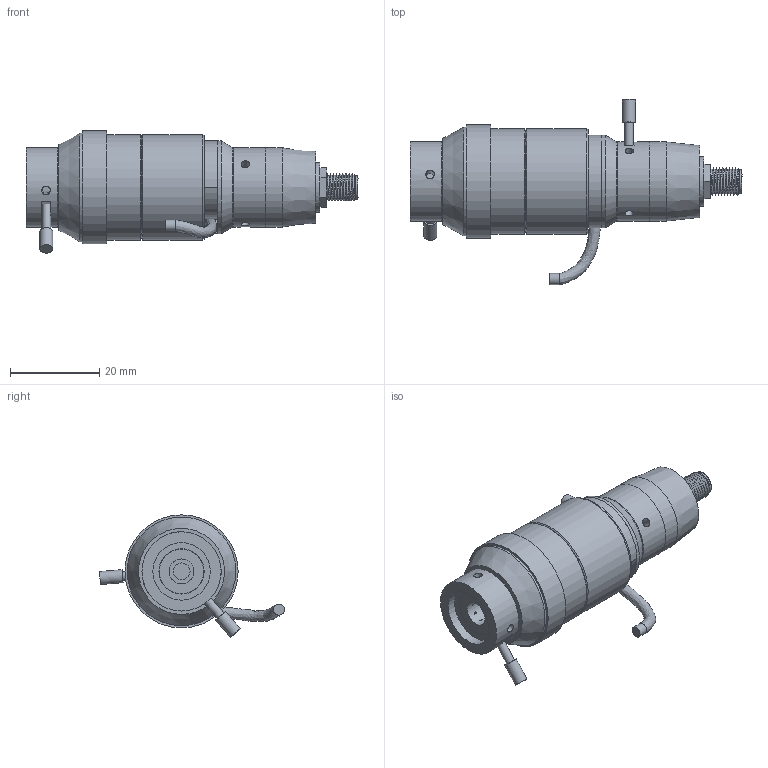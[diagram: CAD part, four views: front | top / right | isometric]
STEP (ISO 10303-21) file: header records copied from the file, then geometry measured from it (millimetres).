
FILE_DESCRIPTION (( 'STEP AP214' ), '1' );
FILE_NAME ('STN012214-E0W1.STEP', '2014-09-05T06:53:08', ( '' ), ( '' ), 'SwSTEP 2.0', 'SolidWorks 2014', '' );
FILE_SCHEMA (( 'AUTOMOTIVE_DESIGN' ));
Length unit declared in the file: millimetre
Products named in the file (1): STN012214-E0W1
Bounding box: 74.52 x 41.54 x 27.47 mm (x, y, z)
Surface area: 18033.5 mm2 (no closed solid volume)
Topology: 0 solids, 22 shells, 290 faces, 702 edges, 482 vertices
Faces by surface type: plane 163, cylinder 91, cone 30, bspline 6
Full cylindrical faces by diameter (mm): 1 x1, 1.484 x10, 1.907 x6, 1.981 x2, 2.5 x1, 2.921 x2, 3.81 x2, 4.596 x1, 5.28 x1, 5.588 x2, 6.096 x2, 6.35 x3, 8.255 x1, 10.033 x2, 10.16 x2, 11.15 x1, 11.684 x1, 12.497 x1, 12.7 x1, 12.903 x3, 13.31 x2, 13.335 x2, 13.589 x1, 13.843 x1, 14.224 x2, 14.986 x1, 15.307 x1, 16.51 x1, 17.272 x1, 17.78 x3
Entity records: 14377 total; most frequent: CARTESIAN_POINT 4886, DIRECTION 1282, ORIENTED_EDGE 996, EDGE_CURVE 560, AXIS2_PLACEMENT_3D 526, EDGE_LOOP 493, VERTEX_POINT 447, FACE_OUTER_BOUND 369
